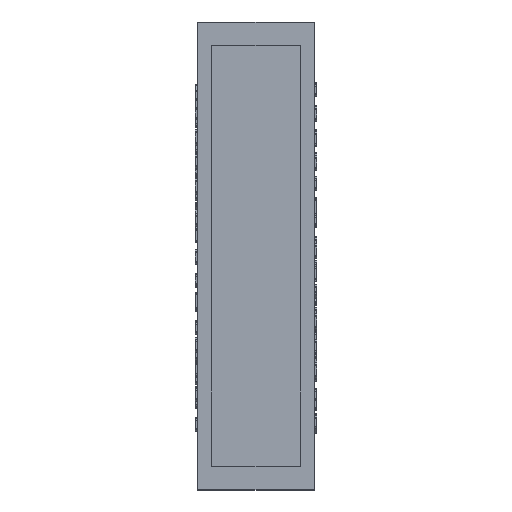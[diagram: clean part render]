
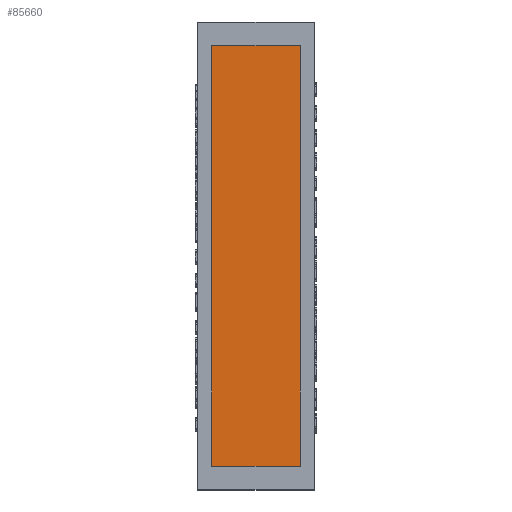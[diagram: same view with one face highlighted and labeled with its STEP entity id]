
A CAD part, top view. The second image highlights one B-rep face of the part: STEP entity #85660.
In plain terms, the highlighted planar face has unit normal (0, 0, 1).
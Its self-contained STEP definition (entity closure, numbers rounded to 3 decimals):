
#128 = PLANE('',#129);
#129 = AXIS2_PLACEMENT_3D('',#130,#131,#132);
#130 = CARTESIAN_POINT('',(12.5,-95.,32.276));
#131 = DIRECTION('',(0.,1.,0.));
#132 = DIRECTION('',(0.,0.,-1.));
#25193 = PLANE('',#25194);
#25194 = AXIS2_PLACEMENT_3D('',#25195,#25196,#25197);
#25195 = CARTESIAN_POINT('',(12.5,-5.,32.276));
#25196 = DIRECTION('',(0.,-1.,0.));
#25197 = DIRECTION('',(0.,0.,1.));
#40117 = PLANE('',#40118);
#40118 = AXIS2_PLACEMENT_3D('',#40119,#40120,#40121);
#40119 = CARTESIAN_POINT('',(3.,-95.,60.));
#40120 = DIRECTION('',(1.,0.,0.));
#40121 = DIRECTION('',(0.,1.,0.));
#57491 = VERTEX_POINT('',#57492);
#57492 = CARTESIAN_POINT('',(22.,-95.,5.));
#57506 = PLANE('',#57507);
#57507 = AXIS2_PLACEMENT_3D('',#57508,#57509,#57510);
#57508 = CARTESIAN_POINT('',(22.,-5.,60.));
#57509 = DIRECTION('',(-1.,0.,0.));
#57510 = DIRECTION('',(0.,-1.,0.));
#57518 = EDGE_CURVE('',#57491,#57519,#57521,.T.);
#57519 = VERTEX_POINT('',#57520);
#57520 = CARTESIAN_POINT('',(3.,-95.,5.));
#57521 = SURFACE_CURVE('',#57522,(#57526,#57533),.PCURVE_S1.);
#57522 = LINE('',#57523,#57524);
#57523 = CARTESIAN_POINT('',(22.,-95.,5.));
#57524 = VECTOR('',#57525,1.);
#57525 = DIRECTION('',(-1.,0.,0.));
#57526 = PCURVE('',#128,#57527);
#57527 = DEFINITIONAL_REPRESENTATION('',(#57528),#57532);
#57528 = LINE('',#57529,#57530);
#57529 = CARTESIAN_POINT('',(27.276,-9.5));
#57530 = VECTOR('',#57531,1.);
#57531 = DIRECTION('',(0.,1.));
#57532 = ( GEOMETRIC_REPRESENTATION_CONTEXT(2) 
PARAMETRIC_REPRESENTATION_CONTEXT() REPRESENTATION_CONTEXT('2D SPACE',''
  ) );
#57533 = PCURVE('',#57534,#57539);
#57534 = PLANE('',#57535);
#57535 = AXIS2_PLACEMENT_3D('',#57536,#57537,#57538);
#57536 = CARTESIAN_POINT('',(12.5,-50.,5.));
#57537 = DIRECTION('',(0.,0.,-1.));
#57538 = DIRECTION('',(0.,-1.,0.));
#57539 = DEFINITIONAL_REPRESENTATION('',(#57540),#57544);
#57540 = LINE('',#57541,#57542);
#57541 = CARTESIAN_POINT('',(45.,-9.5));
#57542 = VECTOR('',#57543,1.);
#57543 = DIRECTION('',(-0.,1.));
#57544 = ( GEOMETRIC_REPRESENTATION_CONTEXT(2) 
PARAMETRIC_REPRESENTATION_CONTEXT() REPRESENTATION_CONTEXT('2D SPACE',''
  ) );
#82156 = VERTEX_POINT('',#82157);
#82157 = CARTESIAN_POINT('',(3.,-5.,5.));
#82178 = EDGE_CURVE('',#82156,#82179,#82181,.T.);
#82179 = VERTEX_POINT('',#82180);
#82180 = CARTESIAN_POINT('',(22.,-5.,5.));
#82181 = SURFACE_CURVE('',#82182,(#82186,#82193),.PCURVE_S1.);
#82182 = LINE('',#82183,#82184);
#82183 = CARTESIAN_POINT('',(3.,-5.,5.));
#82184 = VECTOR('',#82185,1.);
#82185 = DIRECTION('',(1.,0.,0.));
#82186 = PCURVE('',#25193,#82187);
#82187 = DEFINITIONAL_REPRESENTATION('',(#82188),#82192);
#82188 = LINE('',#82189,#82190);
#82189 = CARTESIAN_POINT('',(-27.276,9.5));
#82190 = VECTOR('',#82191,1.);
#82191 = DIRECTION('',(0.,-1.));
#82192 = ( GEOMETRIC_REPRESENTATION_CONTEXT(2) 
PARAMETRIC_REPRESENTATION_CONTEXT() REPRESENTATION_CONTEXT('2D SPACE',''
  ) );
#82193 = PCURVE('',#57534,#82194);
#82194 = DEFINITIONAL_REPRESENTATION('',(#82195),#82199);
#82195 = LINE('',#82196,#82197);
#82196 = CARTESIAN_POINT('',(-45.,9.5));
#82197 = VECTOR('',#82198,1.);
#82198 = DIRECTION('',(0.,-1.));
#82199 = ( GEOMETRIC_REPRESENTATION_CONTEXT(2) 
PARAMETRIC_REPRESENTATION_CONTEXT() REPRESENTATION_CONTEXT('2D SPACE',''
  ) );
#83889 = EDGE_CURVE('',#57519,#82156,#83890,.T.);
#83890 = SURFACE_CURVE('',#83891,(#83895,#83902),.PCURVE_S1.);
#83891 = LINE('',#83892,#83893);
#83892 = CARTESIAN_POINT('',(3.,-95.,5.));
#83893 = VECTOR('',#83894,1.);
#83894 = DIRECTION('',(0.,1.,0.));
#83895 = PCURVE('',#40117,#83896);
#83896 = DEFINITIONAL_REPRESENTATION('',(#83897),#83901);
#83897 = LINE('',#83898,#83899);
#83898 = CARTESIAN_POINT('',(0.,-55.));
#83899 = VECTOR('',#83900,1.);
#83900 = DIRECTION('',(1.,0.));
#83901 = ( GEOMETRIC_REPRESENTATION_CONTEXT(2) 
PARAMETRIC_REPRESENTATION_CONTEXT() REPRESENTATION_CONTEXT('2D SPACE',''
  ) );
#83902 = PCURVE('',#57534,#83903);
#83903 = DEFINITIONAL_REPRESENTATION('',(#83904),#83908);
#83904 = LINE('',#83905,#83906);
#83905 = CARTESIAN_POINT('',(45.,9.5));
#83906 = VECTOR('',#83907,1.);
#83907 = DIRECTION('',(-1.,0.));
#83908 = ( GEOMETRIC_REPRESENTATION_CONTEXT(2) 
PARAMETRIC_REPRESENTATION_CONTEXT() REPRESENTATION_CONTEXT('2D SPACE',''
  ) );
#85639 = EDGE_CURVE('',#82179,#57491,#85640,.T.);
#85640 = SURFACE_CURVE('',#85641,(#85645,#85652),.PCURVE_S1.);
#85641 = LINE('',#85642,#85643);
#85642 = CARTESIAN_POINT('',(22.,-5.,5.));
#85643 = VECTOR('',#85644,1.);
#85644 = DIRECTION('',(0.,-1.,0.));
#85645 = PCURVE('',#57506,#85646);
#85646 = DEFINITIONAL_REPRESENTATION('',(#85647),#85651);
#85647 = LINE('',#85648,#85649);
#85648 = CARTESIAN_POINT('',(0.,-55.));
#85649 = VECTOR('',#85650,1.);
#85650 = DIRECTION('',(1.,0.));
#85651 = ( GEOMETRIC_REPRESENTATION_CONTEXT(2) 
PARAMETRIC_REPRESENTATION_CONTEXT() REPRESENTATION_CONTEXT('2D SPACE',''
  ) );
#85652 = PCURVE('',#57534,#85653);
#85653 = DEFINITIONAL_REPRESENTATION('',(#85654),#85658);
#85654 = LINE('',#85655,#85656);
#85655 = CARTESIAN_POINT('',(-45.,-9.5));
#85656 = VECTOR('',#85657,1.);
#85657 = DIRECTION('',(1.,-0.));
#85658 = ( GEOMETRIC_REPRESENTATION_CONTEXT(2) 
PARAMETRIC_REPRESENTATION_CONTEXT() REPRESENTATION_CONTEXT('2D SPACE',''
  ) );
#85660 = ADVANCED_FACE('',(#85661),#57534,.F.);
#85661 = FACE_BOUND('',#85662,.F.);
#85662 = EDGE_LOOP('',(#85663,#85664,#85665,#85666));
#85663 = ORIENTED_EDGE('',*,*,#57518,.T.);
#85664 = ORIENTED_EDGE('',*,*,#83889,.T.);
#85665 = ORIENTED_EDGE('',*,*,#82178,.T.);
#85666 = ORIENTED_EDGE('',*,*,#85639,.T.);
